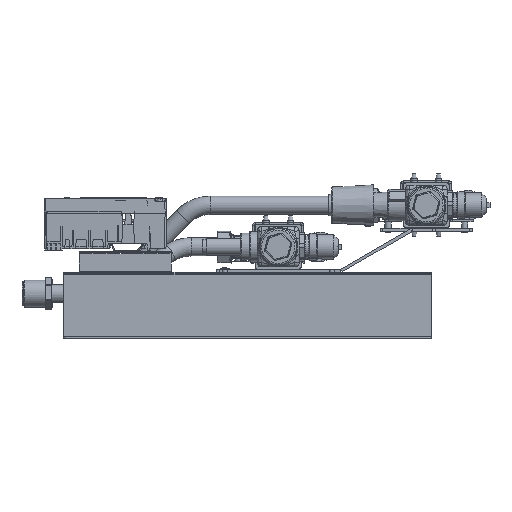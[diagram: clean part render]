
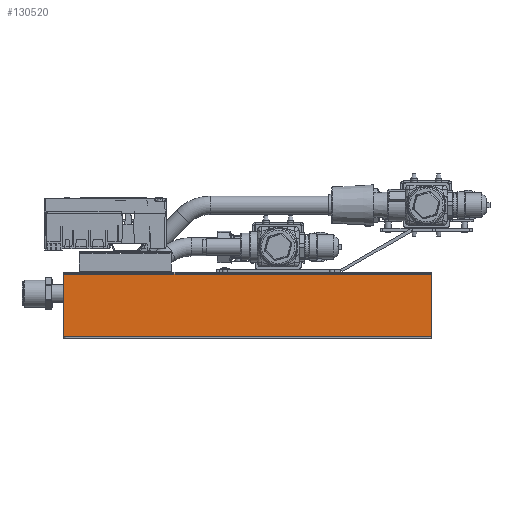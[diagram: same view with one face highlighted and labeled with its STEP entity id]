
A CAD part, left-side view. The second image highlights one B-rep face of the part: STEP entity #130520.
In plain terms, the highlighted planar face has unit normal (-1, 0, 0).
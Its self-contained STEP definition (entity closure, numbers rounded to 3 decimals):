
#3032 = ORIENTED_EDGE ( 'NONE', *, *, #160215, .T. ) ;
#5210 = CARTESIAN_POINT ( 'NONE',  ( -411.755, -360., 188.991 ) ) ;
#10182 = CARTESIAN_POINT ( 'NONE',  ( -411.755, 0., 249.768 ) ) ;
#17453 = FACE_OUTER_BOUND ( 'NONE', #186692, .T. ) ;
#21199 = CARTESIAN_POINT ( 'NONE',  ( -411.755, -360., 188.991 ) ) ;
#24408 = EDGE_CURVE ( 'NONE', #183971, #111433, #114357, .T. ) ;
#29522 = EDGE_CURVE ( 'NONE', #182293, #46185, #166844, .T. ) ;
#46185 = VERTEX_POINT ( 'NONE', #148041 ) ;
#49090 = VECTOR ( 'NONE', #177768, 1000. ) ;
#50103 = CARTESIAN_POINT ( 'NONE',  ( -411.755, -360., 251.755 ) ) ;
#66343 = ORIENTED_EDGE ( 'NONE', *, *, #29522, .T. ) ;
#86510 = LINE ( 'NONE', #21199, #123557 ) ;
#97817 = DIRECTION ( 'NONE',  ( 0., 1., 0. ) ) ;
#105881 = EDGE_CURVE ( 'NONE', #111433, #46185, #86510, .T. ) ;
#111433 = VERTEX_POINT ( 'NONE', #5210 ) ;
#111838 = DIRECTION ( 'NONE',  ( 1., 0., 0. ) ) ;
#114357 = LINE ( 'NONE', #50103, #49090 ) ;
#123557 = VECTOR ( 'NONE', #163414, 1000. ) ;
#124340 = CARTESIAN_POINT ( 'NONE',  ( -411.755, -360., 251.755 ) ) ;
#127431 = DIRECTION ( 'NONE',  ( 0., 0., -1. ) ) ;
#130520 = ADVANCED_FACE ( 'NONE', ( #17453 ), #160700, .F. ) ;
#134848 = ORIENTED_EDGE ( 'NONE', *, *, #105881, .F. ) ;
#148041 = CARTESIAN_POINT ( 'NONE',  ( -411.755, 0., 188.991 ) ) ;
#149223 = CARTESIAN_POINT ( 'NONE',  ( -411.755, 0., 251.755 ) ) ;
#160215 = EDGE_CURVE ( 'NONE', #183971, #182293, #177855, .T. ) ;
#160242 = CARTESIAN_POINT ( 'NONE',  ( -411.755, -360., 249.768 ) ) ;
#160700 = PLANE ( 'NONE',  #191278 ) ;
#160851 = ORIENTED_EDGE ( 'NONE', *, *, #24408, .F. ) ;
#163414 = DIRECTION ( 'NONE',  ( 0., 1., 0. ) ) ;
#166844 = LINE ( 'NONE', #149223, #191955 ) ;
#177768 = DIRECTION ( 'NONE',  ( 0., 0., -1. ) ) ;
#177855 = LINE ( 'NONE', #160242, #203691 ) ;
#182293 = VERTEX_POINT ( 'NONE', #10182 ) ;
#182466 = DIRECTION ( 'NONE',  ( 0., 0., -1. ) ) ;
#183971 = VERTEX_POINT ( 'NONE', #202839 ) ;
#186692 = EDGE_LOOP ( 'NONE', ( #66343, #134848, #160851, #3032 ) ) ;
#191278 = AXIS2_PLACEMENT_3D ( 'NONE', #124340, #111838, #127431 ) ;
#191955 = VECTOR ( 'NONE', #182466, 1000. ) ;
#202839 = CARTESIAN_POINT ( 'NONE',  ( -411.755, -360., 249.768 ) ) ;
#203691 = VECTOR ( 'NONE', #97817, 1000. ) ;
